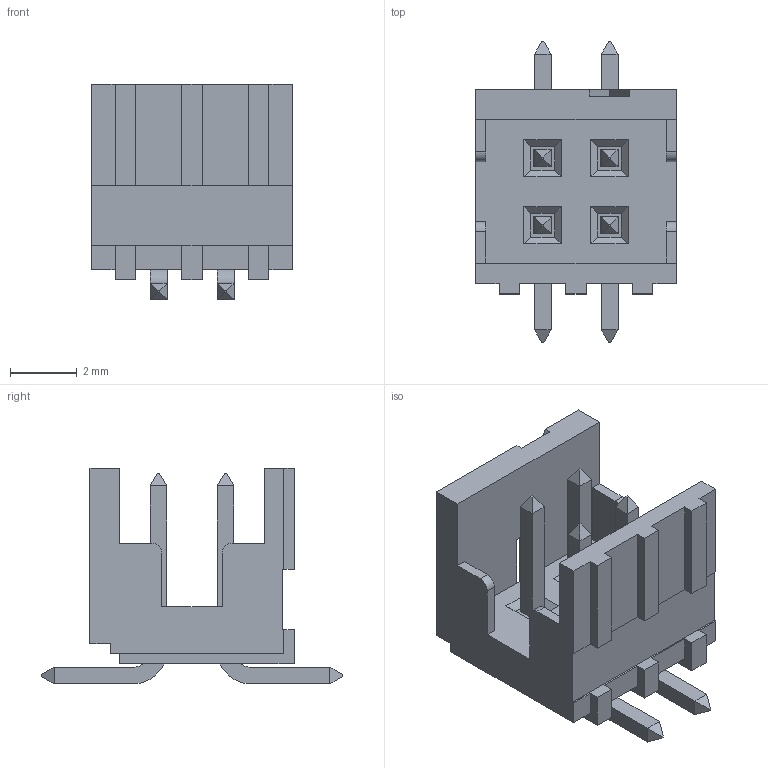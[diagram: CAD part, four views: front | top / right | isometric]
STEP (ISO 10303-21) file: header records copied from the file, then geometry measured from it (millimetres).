
FILE_DESCRIPTION((''),'2;1');
FILE_NAME('98424-X52-04_ASM','2008-08-22T',('lsaillard'),('FCI - CDC Division'),'PRO/ENGINEER BY PARAMETRIC TECHNOLOGY CORPORATION, 2008010','PRO/ENGINEER BY PARAMETRIC TECHNOLOGY CORPORATION, 2008010','');
FILE_SCHEMA(('CONFIG_CONTROL_DESIGN'));
Length unit declared in the file: millimetre
Products named in the file (1): 98424-X52-04_ASM
Bounding box: 6 x 9 x 6.45 mm (x, y, z)
Volume: 94.9 mm3; surface area: 328.2 mm2
Topology: 1 solids, 1 shells, 208 faces, 543 edges, 340 vertices
Faces by surface type: plane 196, cylinder 12
Entity records: 6241 total; most frequent: CARTESIAN_POINT 1091, ORIENTED_EDGE 1086, DIRECTION 983, EDGE_CURVE 543, VECTOR 519, LINE 519, VERTEX_POINT 340, AXIS2_PLACEMENT_3D 232
